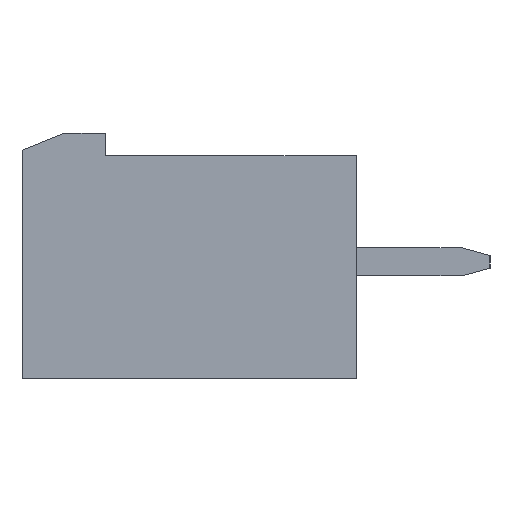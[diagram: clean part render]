
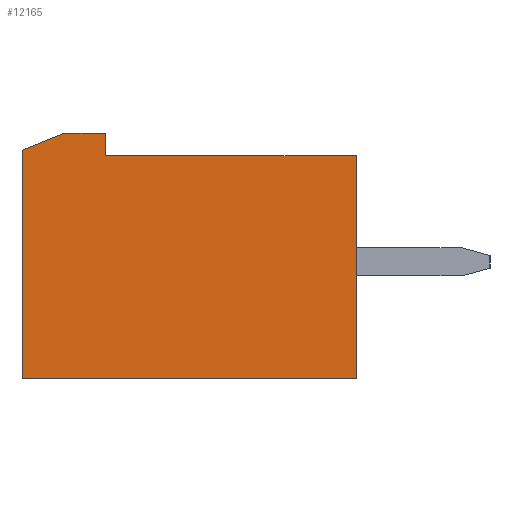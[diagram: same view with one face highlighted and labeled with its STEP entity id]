
A CAD part, left-side view. The second image highlights one B-rep face of the part: STEP entity #12165.
In plain terms, the highlighted planar face has unit normal (-1, 0, 0).
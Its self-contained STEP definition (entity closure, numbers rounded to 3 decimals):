
#177 = CARTESIAN_POINT ( 'NONE',  ( -0.5, 9.01, 0. ) ) ;
#313 = VECTOR ( 'NONE', #13479, 1000. ) ;
#517 = CARTESIAN_POINT ( 'NONE',  ( -0.5, 9.01, 0. ) ) ;
#866 = LINE ( 'NONE', #4926, #313 ) ;
#1503 = CARTESIAN_POINT ( 'NONE',  ( -0.5, 0., -8. ) ) ;
#1731 = EDGE_CURVE ( 'NONE', #3776, #21711, #20828, .T. ) ;
#2104 = LINE ( 'NONE', #177, #19314 ) ;
#2783 = DIRECTION ( 'NONE',  ( 0., -1., 0. ) ) ;
#2857 = CARTESIAN_POINT ( 'NONE',  ( -0.5, 12., -6.5 ) ) ;
#3776 = VERTEX_POINT ( 'NONE', #13726 ) ;
#3815 = PLANE ( 'NONE',  #7202 ) ;
#3866 = EDGE_CURVE ( 'NONE', #20377, #18485, #2104, .T. ) ;
#4613 = DIRECTION ( 'NONE',  ( 0., 0., -1. ) ) ;
#4926 = CARTESIAN_POINT ( 'NONE',  ( -0.5, 9.01, 0.8 ) ) ;
#5039 = VECTOR ( 'NONE', #19576, 1000. ) ;
#5543 = DIRECTION ( 'NONE',  ( 0., 0., 1. ) ) ;
#5726 = ORIENTED_EDGE ( 'NONE', *, *, #20967, .T. ) ;
#6770 = VECTOR ( 'NONE', #16710, 1000. ) ;
#7017 = EDGE_CURVE ( 'NONE', #9354, #15235, #15013, .T. ) ;
#7202 = AXIS2_PLACEMENT_3D ( 'NONE', #14109, #15835, #5543 ) ;
#8674 = ORIENTED_EDGE ( 'NONE', *, *, #21740, .T. ) ;
#9268 = CARTESIAN_POINT ( 'NONE',  ( -0.5, 0., -8. ) ) ;
#9354 = VERTEX_POINT ( 'NONE', #11068 ) ;
#9472 = ORIENTED_EDGE ( 'NONE', *, *, #12839, .T. ) ;
#9524 = LINE ( 'NONE', #2857, #18144 ) ;
#9705 = CARTESIAN_POINT ( 'NONE',  ( -0.5, 9.01, 0.8 ) ) ;
#9860 = CARTESIAN_POINT ( 'NONE',  ( -0.5, 0., 0. ) ) ;
#10584 = EDGE_LOOP ( 'NONE', ( #8674, #11583, #5726, #9472, #21275, #17819, #16493 ) ) ;
#11068 = CARTESIAN_POINT ( 'NONE',  ( -0.5, 12., -8. ) ) ;
#11315 = LINE ( 'NONE', #9860, #6770 ) ;
#11583 = ORIENTED_EDGE ( 'NONE', *, *, #7017, .T. ) ;
#12165 = ADVANCED_FACE ( 'NONE', ( #17532 ), #3815, .T. ) ;
#12839 = EDGE_CURVE ( 'NONE', #18552, #20377, #11315, .T. ) ;
#13000 = CARTESIAN_POINT ( 'NONE',  ( -0.5, 12., -8. ) ) ;
#13479 = DIRECTION ( 'NONE',  ( 0., 1., 0. ) ) ;
#13726 = CARTESIAN_POINT ( 'NONE',  ( -0.5, 10.5, 0.8 ) ) ;
#13890 = DIRECTION ( 'NONE',  ( 0., 0.928, -0.371 ) ) ;
#13955 = DIRECTION ( 'NONE',  ( 0., 0., 1. ) ) ;
#14109 = CARTESIAN_POINT ( 'NONE',  ( -0.5, 0., 0. ) ) ;
#14185 = LINE ( 'NONE', #9268, #5039 ) ;
#15013 = LINE ( 'NONE', #13000, #19572 ) ;
#15235 = VERTEX_POINT ( 'NONE', #1503 ) ;
#15832 = CARTESIAN_POINT ( 'NONE',  ( -0.5, 10.5, 0.8 ) ) ;
#15835 = DIRECTION ( 'NONE',  ( -1., 0., 0. ) ) ;
#16275 = VECTOR ( 'NONE', #13890, 1000. ) ;
#16463 = CARTESIAN_POINT ( 'NONE',  ( -0.5, 12., 0.2 ) ) ;
#16493 = ORIENTED_EDGE ( 'NONE', *, *, #1731, .T. ) ;
#16710 = DIRECTION ( 'NONE',  ( 0., 1., 0. ) ) ;
#16865 = CARTESIAN_POINT ( 'NONE',  ( -0.5, 0., 0. ) ) ;
#17532 = FACE_OUTER_BOUND ( 'NONE', #10584, .T. ) ;
#17819 = ORIENTED_EDGE ( 'NONE', *, *, #18576, .T. ) ;
#18144 = VECTOR ( 'NONE', #4613, 1000. ) ;
#18485 = VERTEX_POINT ( 'NONE', #9705 ) ;
#18552 = VERTEX_POINT ( 'NONE', #16865 ) ;
#18576 = EDGE_CURVE ( 'NONE', #18485, #3776, #866, .T. ) ;
#19314 = VECTOR ( 'NONE', #13955, 1000. ) ;
#19572 = VECTOR ( 'NONE', #2783, 1000. ) ;
#19576 = DIRECTION ( 'NONE',  ( 0., 0., 1. ) ) ;
#20377 = VERTEX_POINT ( 'NONE', #517 ) ;
#20828 = LINE ( 'NONE', #15832, #16275 ) ;
#20967 = EDGE_CURVE ( 'NONE', #15235, #18552, #14185, .T. ) ;
#21275 = ORIENTED_EDGE ( 'NONE', *, *, #3866, .T. ) ;
#21711 = VERTEX_POINT ( 'NONE', #16463 ) ;
#21740 = EDGE_CURVE ( 'NONE', #21711, #9354, #9524, .T. ) ;
